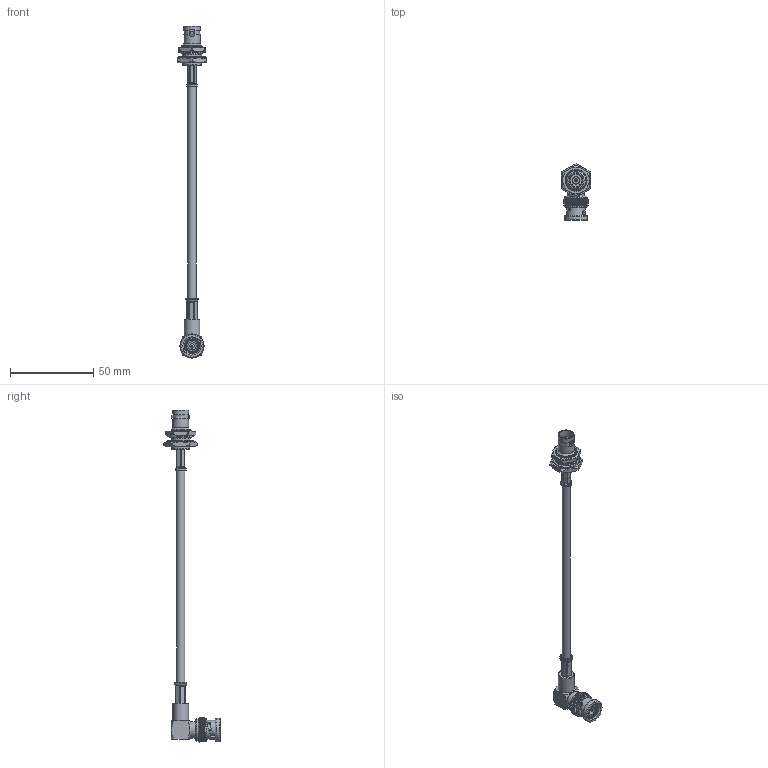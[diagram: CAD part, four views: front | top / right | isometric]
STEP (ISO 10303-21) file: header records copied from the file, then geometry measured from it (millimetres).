
FILE_DESCRIPTION (( 'STEP AP203' ), '1' );
FILE_NAME ('PE33189.step', '2020-04-09T15:25:26', ( '' ), ( '' ), 'SwSTEP 2.0', 'SolidWorks 2018', '' );
FILE_SCHEMA (( 'CONFIG_CONTROL_DESIGN' ));
Length unit declared in the file: inch
Products named in the file (4): PE33189; Copy of PE4208^PE33189_Crimped; Copy of Coax Cable^PE33189_RG58; Copy of PE4298^PE33189
Assembly tree (3 placements, depth 2):
  PE33189
    Copy of Coax Cable^PE33189_RG58
    Copy of PE4208^PE33189_Crimped
    Copy of PE4298^PE33189
Bounding box: 17.5 x 33.81 x 199.19 mm (x, y, z)
Volume: 8950 mm3; surface area: 9363.2 mm2
Topology: 9 solids, 10 shells, 748 faces, 1882 edges, 1180 vertices
Faces by surface type: plane 276, cylinder 200, cone 185, bspline 85, torus 2
Full cylindrical faces by diameter (mm): 0.711 x1, 0.965 x1, 1.016 x1, 1.092 x1, 1.27 x2, 1.627 x1, 1.778 x1, 1.905 x2, 2.054 x1, 2.184 x1, 2.212 x1, 2.489 x1, 2.691 x1, 3.2 x1, 3.81 x1, 4 x1, 4.5 x1, 4.572 x1, 4.877 x1, 4.953 x1, 5.484 x1, 5.5 x1, 6.5 x1, 6.502 x1, 6.904 x1, 7.057 x1, 7.501 x1, 7.518 x1, 8.255 x1, 9.395 x1
Entity records: 36200 total; most frequent: CARTESIAN_POINT 19607, ORIENTED_EDGE 3572, DIRECTION 2973, EDGE_CURVE 1786, AXIS2_PLACEMENT_3D 1214, VERTEX_POINT 1153, EDGE_LOOP 859, FACE_OUTER_BOUND 802
